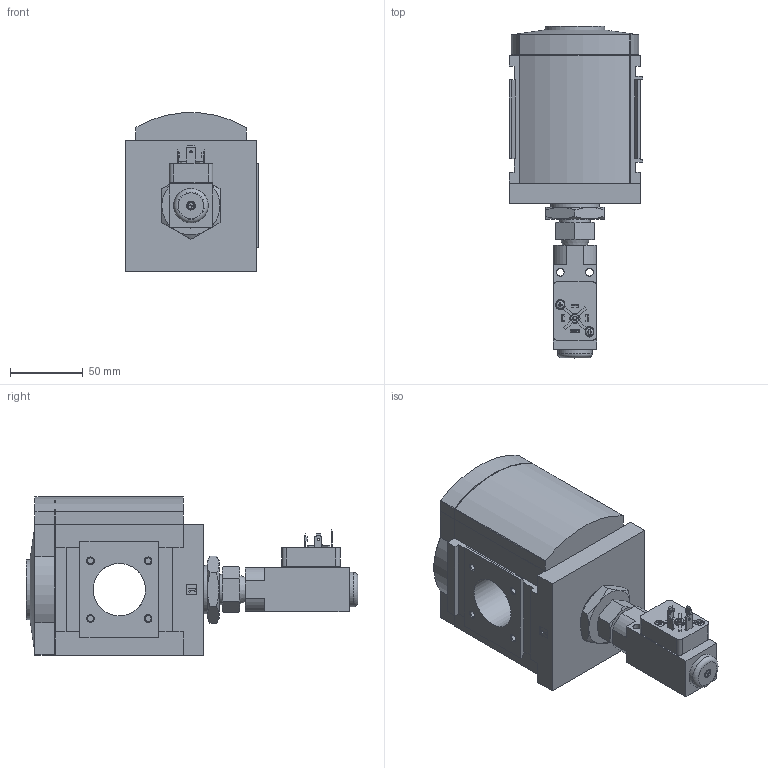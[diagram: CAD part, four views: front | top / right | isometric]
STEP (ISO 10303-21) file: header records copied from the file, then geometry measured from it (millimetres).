
FILE_DESCRIPTION(/* description */ ('STEP AP214'),/* implementation_level */ '2;1');
FILE_NAME(/* name */ '564150_MS9-FRM-NG-VS-Y',/* time_stamp */ '2024-09-11T15:42:39+02:00',/* author */ ('License CC BY-ND 4.0'),/* organization */ ('CADENAS'),/* preprocessor_version */ 'ST-DEVELOPER v19.3',/* originating_system */ 'PARTsolutions',/* authorisation */ ' ');
FILE_SCHEMA (('AUTOMOTIVE_DESIGN {1 0 10303 214 3 1 1}'));
Length unit declared in the file: millimetre
Products named in the file (6): 564150 MS9-FRM-NG-VS-Y; 562534 MS-FRM016; 707201 MS9; 1131649 D-1/2I-1A-NPT---(part); 685717 ESK-1/4-1/2-NPT; 175250 PEV-1/4-B-OD
Assembly tree (5 placements, depth 2):
  564150 MS9-FRM-NG-VS-Y
    562534 MS-FRM016
    707201 MS9
    1131649 D-1/2I-1A-NPT---(part)
    685717 ESK-1/4-1/2-NPT
    175250 PEV-1/4-B-OD
Bounding box: 91.5 x 227.91 x 108.79 mm (x, y, z)
Volume: 959419.9 mm3; surface area: 126534.9 mm2
Topology: 5 solids, 5 shells, 475 faces, 1207 edges, 788 vertices
Faces by surface type: plane 330, cylinder 78, cone 59, torus 5, sphere 3
Full cylindrical faces by diameter (mm): 1.65 x4, 2.459 x1, 4.134 x8, 5 x1, 5.3 x2, 5.6 x1, 6 x3, 9.728 x1, 10 x1, 11.445 x1, 13 x1, 14 x1, 14.6 x1, 26 x1, 36 x1
Entity records: 16721 total; most frequent: CARTESIAN_POINT 2611, DIRECTION 2288, ORIENTED_EDGE 2250, EDGE_CURVE 1125, LINE 816, VECTOR 816, VERTEX_POINT 776, AXIS2_PLACEMENT_3D 736
